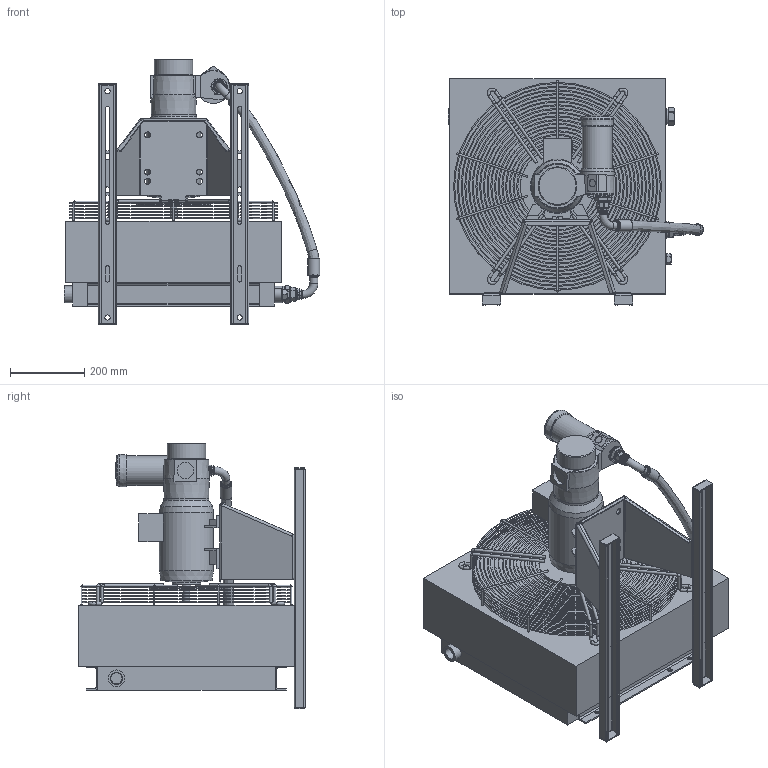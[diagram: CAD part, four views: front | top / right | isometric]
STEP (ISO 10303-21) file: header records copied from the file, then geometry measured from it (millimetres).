
FILE_DESCRIPTION( ( 'Unknown' ), '1' );
FILE_NAME( 'LOC2-023-4-D-B.stp', 'Unknown', ( 'Unknown' ), ( 'Unknown' ), 'PSStep 14.0', 'Unknown', ' ' );
FILE_SCHEMA( ( 'AUTOMOTIVE_DESIGN { 1 0 10303 214 1 1 1 1 }' ) );
Length unit declared in the file: millimetre
Products named in the file (52): Assem1; LOC2-023-4-D-D; LOC2-023-4-D-D_0; LOC2-023-4-D-D_1; LOC2-023-4-D-D_2; LOC2-023-4-D-D_3; LOC2-023-4-D-D_4; LOC2-023-4-D-D_5; LOC2-023-4-D-D_6; LOC2-023-4-D-D_7; LOC2-023-4-D-D_8; LOC2-023-4-D-D_9; LOC2-023-4-D-D_10; LOC2-023-4-D-D_11; LOC2-023-4-D-D_12; LOC2-023-4-D-D_13; LOC2-023-4-D-D_14; LOC2-023-4-D-D_15; LOC2-023-4-D-D_16; LOC2-023-4-D-D_17; LOC2-023-4-D-D_18; LOC2-023-4-D-D_19; LOC2-023-4-D-D_20; LOC2-023-4-D-D_21; LOC2-023-4-D-D_22; LOC2-023-4-D-D_23; LOC2-023-4-D-D_24; LOC2-023-4-D-D_25; LOC2-023-4-D-D_26; LOC2-023-4-D-D_27; LOC2-023-4-D-D_28; LOC2-023-4-D-D_29; LOC2-023-4-D-D_30; LOC2-023-4-D-D_66; LOC2-023-4-D-D_67; LOC2-023-4-D-D_68; LOC2-023-4-D-D_69; LOC2-023-4-D-D_71; LOC2-023-4-D-D_72; LOC2-023-4-D-D_75 ...
Assembly tree (54 placements, depth 2):
  Assem1
    LOC2-023-4-D-D
    LOC2-023-4-D-D_0
    LOC2-023-4-D-D_1
    LOC2-023-4-D-D_2
    LOC2-023-4-D-D_3
    LOC2-023-4-D-D_4
    LOC2-023-4-D-D_5
    LOC2-023-4-D-D_6
    LOC2-023-4-D-D_7
    LOC2-023-4-D-D_8
    LOC2-023-4-D-D_9
    LOC2-023-4-D-D_10
    LOC2-023-4-D-D_11
    LOC2-023-4-D-D_12
    LOC2-023-4-D-D_13
    LOC2-023-4-D-D_14
    LOC2-023-4-D-D_15
    LOC2-023-4-D-D_16
    LOC2-023-4-D-D_17
    LOC2-023-4-D-D_18
    LOC2-023-4-D-D_19
    LOC2-023-4-D-D_20
    LOC2-023-4-D-D_21
    LOC2-023-4-D-D_22
    LOC2-023-4-D-D_23
    LOC2-023-4-D-D_24
    LOC2-023-4-D-D_25
    LOC2-023-4-D-D_26
    LOC2-023-4-D-D_27
    LOC2-023-4-D-D_28
    LOC2-023-4-D-D_29
    LOC2-023-4-D-D_30
    LOC2-023-4-D-D_66
    LOC2-023-4-D-D_67
    LOC2-023-4-D-D_68
    LOC2-023-4-D-D_69
    LOC2-023-4-D-D_71  x2
    LOC2-023-4-D-D_72  x2
    LOC2-023-4-D-D_75  x2
    LOC2-023-4-D-D_77
    gitter
    gitter
    gitter
    gitter
    gitter
    gitter
    gitter
    motor
    filter
    support1
    schlauch
Bounding box: 688.5 x 610 x 716.45 mm (x, y, z)
Volume: 80715286.4 mm3; surface area: 3412213.3 mm2
Topology: 54 solids, 67 shells, 983 faces, 2258 edges, 1385 vertices
Faces by surface type: plane 496, cylinder 273, cone 136, torus 70, bspline 5, extrusion 2, revolution 1
Full cylindrical faces by diameter (mm): 5 x12, 6.5 x3, 6.501 x1, 8.2 x24, 9 x2, 10 x1, 12 x1, 13.835 x1, 14 x4, 16 x24, 17 x2, 18.631 x2, 19 x2, 20.65 x1, 20.752 x1, 20.955 x1, 21 x11, 21.9 x1, 22 x5, 24.118 x2, 25 x1, 26 x4, 26.4 x2, 27 x2, 28.5 x1, 30 x1, 30.291 x5, 31 x5, 32 x4, 33.2 x2
Entity records: 31265 total; most frequent: CARTESIAN_POINT 5371, DIRECTION 3962, ORIENTED_EDGE 3332, EDGE_CURVE 1666, AXIS2_PLACEMENT_3D 1522, EDGE_LOOP 1202, VERTEX_POINT 1162, FACE_OUTER_BOUND 980
